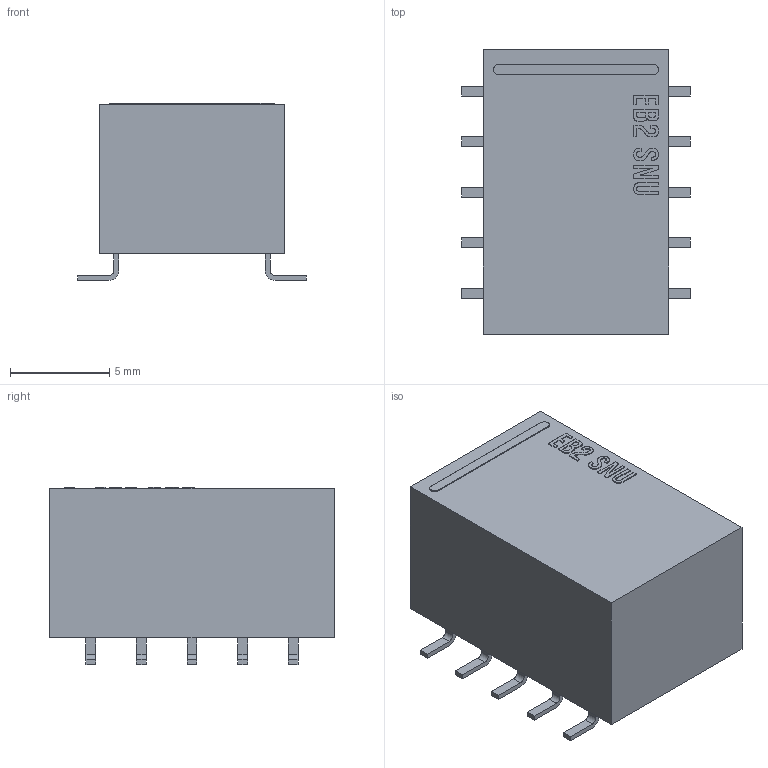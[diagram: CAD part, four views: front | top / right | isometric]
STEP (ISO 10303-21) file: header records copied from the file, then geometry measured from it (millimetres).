
FILE_DESCRIPTION(('FreeCAD Model'),'2;1');
FILE_NAME('Kemet_EB2-SNU.step','2019-07-22T18:55:23',('Author'),(''), 'Open CASCADE STEP processor 7.3','FreeCAD','Unknown');
FILE_SCHEMA(('AUTOMOTIVE_DESIGN { 1 0 10303 214 1 1 1 1 }'));
Length unit declared in the file: millimetre
Products named in the file (1): EB2-SNU
Bounding box: 11.5 x 14.3 x 8.9 mm (x, y, z)
Volume: 992.2 mm3; surface area: 676.2 mm2
Topology: 11 solids, 11 shells, 282 faces, 747 edges, 498 vertices
Faces by surface type: plane 171, extrusion 85, cylinder 26
Entity records: 10741 total; most frequent: CARTESIAN_POINT 2038, ORIENTED_EDGE 1494, DIRECTION 1110, EDGE_CURVE 747, VECTOR 610, LINE 525, VERTEX_POINT 498, FACE_BOUND 293
